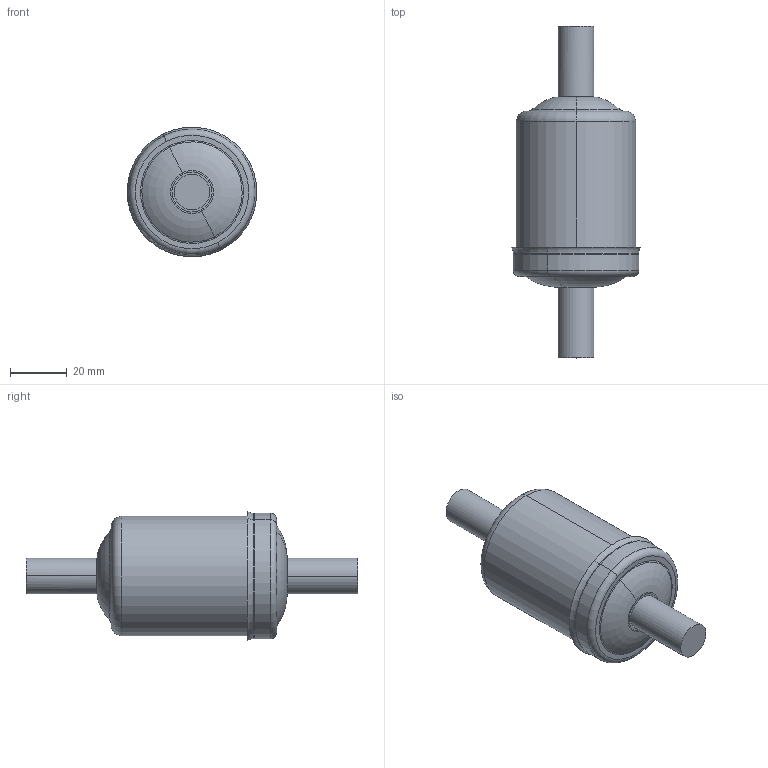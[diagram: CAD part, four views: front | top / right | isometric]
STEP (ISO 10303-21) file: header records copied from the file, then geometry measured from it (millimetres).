
FILE_DESCRIPTION (( 'STEP AP203' ), '1' );
FILE_NAME ('023B7104R - DFL 033s TW.STEP', '2022-11-10T10:53:34', ( '' ), ( '' ), 'SwSTEP 2.0', 'SolidWorks 2020', '' );
FILE_SCHEMA (( 'CONFIG_CONTROL_DESIGN' ));
Length unit declared in the file: millimetre
Products named in the file (1): 023B7104R - DFL 033s TW
Bounding box: 45.67 x 117 x 45.67 mm (x, y, z)
Volume: 93295.7 mm3; surface area: 12806.6 mm2
Topology: 1 solids, 1 shells, 44 faces, 95 edges, 58 vertices
Faces by surface type: torus 20, cylinder 8, plane 7, cone 5, sphere 4
Entity records: 1562 total; most frequent: CARTESIAN_POINT 492, DIRECTION 239, ORIENTED_EDGE 190, AXIS2_PLACEMENT_3D 113, EDGE_CURVE 95, CIRCLE 68, VERTEX_POINT 58, EDGE_LOOP 49
